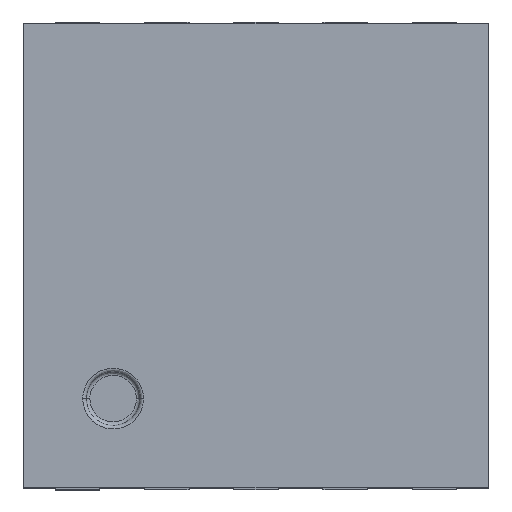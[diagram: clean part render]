
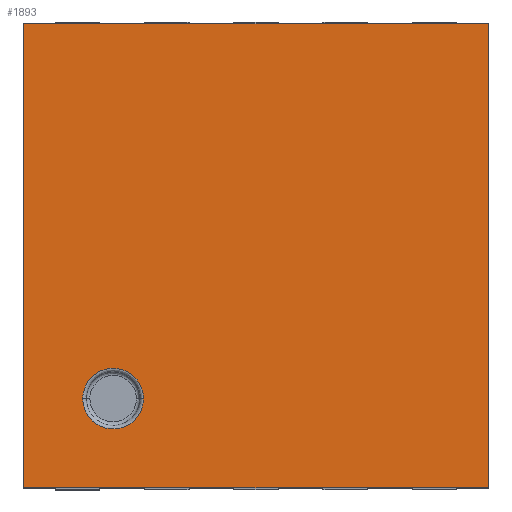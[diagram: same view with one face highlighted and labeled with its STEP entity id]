
A CAD part, top view. The second image highlights one B-rep face of the part: STEP entity #1893.
In plain terms, the highlighted planar face has unit normal (0, 0, 1).
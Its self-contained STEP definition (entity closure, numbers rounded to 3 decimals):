
#211 = CARTESIAN_POINT ( 'NONE',  ( 0.57, 0.75, 0.8 ) ) ;
#247 = CARTESIAN_POINT ( 'NONE',  ( 0.23, 0.75, 0.8 ) ) ;
#339 = CARTESIAN_POINT ( 'NONE',  ( 2.5, -0.09, 0.8 ) ) ;
#736 = VERTEX_POINT ( 'NONE', #2829 ) ;
#828 = CARTESIAN_POINT ( 'NONE',  ( 0., 0., 0.8 ) ) ;
#893 = EDGE_LOOP ( 'NONE', ( #5695, #1371, #2261, #2368 ) ) ;
#904 = EDGE_CURVE ( 'NONE', #736, #5182, #4810, .T. ) ;
#935 = VECTOR ( 'NONE', #5378, 1000. ) ;
#1166 = VERTEX_POINT ( 'NONE', #2338 ) ;
#1167 = EDGE_CURVE ( 'NONE', #4913, #3160, #4808, .T. ) ;
#1371 = ORIENTED_EDGE ( 'NONE', *, *, #2446, .F. ) ;
#1512 = VECTOR ( 'NONE', #2313, 1000. ) ;
#1796 = FACE_OUTER_BOUND ( 'NONE', #893, .T. ) ;
#1893 = ADVANCED_FACE ( 'NONE', ( #1796, #5816 ), #3377, .F. ) ;
#2015 = DIRECTION ( 'NONE',  ( 0., 0., -1. ) ) ;
#2188 = CARTESIAN_POINT ( 'NONE',  ( 0.57, 0.41, 0.8 ) ) ;
#2261 = ORIENTED_EDGE ( 'NONE', *, *, #3618, .F. ) ;
#2313 = DIRECTION ( 'NONE',  ( -1., 0., 0. ) ) ;
#2319 = CARTESIAN_POINT ( 'NONE',  ( 0.23, 0.41, 0.8 ) ) ;
#2336 = DIRECTION ( 'NONE',  ( 1., 0., 0. ) ) ;
#2338 = CARTESIAN_POINT ( 'NONE',  ( -0.1, 2.51, 0.8 ) ) ;
#2368 = ORIENTED_EDGE ( 'NONE', *, *, #6481, .F. ) ;
#2446 = EDGE_CURVE ( 'NONE', #4727, #736, #3415, .T. ) ;
#2829 = CARTESIAN_POINT ( 'NONE',  ( 2.5, -0.09, 0.8 ) ) ;
#2893 = CARTESIAN_POINT ( 'NONE',  ( 2.5, 2.51, 0.8 ) ) ;
#2897 = LINE ( 'NONE', #4957, #3014 ) ;
#3014 = VECTOR ( 'NONE', #5995, 1000. ) ;
#3160 = VERTEX_POINT ( 'NONE', #3180 ) ;
#3180 = CARTESIAN_POINT ( 'NONE',  ( 0.57, 0.41, 0.8 ) ) ;
#3335 = LINE ( 'NONE', #4270, #4688 ) ;
#3377 = PLANE ( 'NONE',  #3830 ) ;
#3415 = LINE ( 'NONE', #5349, #935 ) ;
#3618 = EDGE_CURVE ( 'NONE', #1166, #4727, #3335, .T. ) ;
#3753 = EDGE_LOOP ( 'NONE', ( #5338, #6141 ) ) ;
#3830 = AXIS2_PLACEMENT_3D ( 'NONE', #828, #2015, #5782 ) ;
#3896 = CARTESIAN_POINT ( 'NONE',  ( 0.23, 0.07, 0.8 ) ) ;
#3930 = CARTESIAN_POINT ( 'NONE',  ( 0.23, 0.41, 0.8 ) ) ;
#4270 = CARTESIAN_POINT ( 'NONE',  ( -0.1, 2.51, 0.8 ) ) ;
#4374 = CARTESIAN_POINT ( 'NONE',  ( -0.1, -0.09, 0.8 ) ) ;
#4688 = VECTOR ( 'NONE', #2336, 1000. ) ;
#4727 = VERTEX_POINT ( 'NONE', #2893 ) ;
#4808 =( BOUNDED_CURVE ( )  B_SPLINE_CURVE ( 3, ( #3930, #3896, #5915, #5506 ),
 .UNSPECIFIED., .F., .F. ) 
 B_SPLINE_CURVE_WITH_KNOTS ( ( 4, 4 ),
 ( 0., 1. ),
 .UNSPECIFIED. ) 
 CURVE ( )  GEOMETRIC_REPRESENTATION_ITEM ( )  RATIONAL_B_SPLINE_CURVE ( ( 1., 0.333, 0.333, 1. ) ) 
 REPRESENTATION_ITEM ( '' )  );
#4810 = LINE ( 'NONE', #339, #1512 ) ;
#4913 = VERTEX_POINT ( 'NONE', #2319 ) ;
#4957 = CARTESIAN_POINT ( 'NONE',  ( -0.1, -0.09, 0.8 ) ) ;
#5182 = VERTEX_POINT ( 'NONE', #4374 ) ;
#5338 = ORIENTED_EDGE ( 'NONE', *, *, #1167, .F. ) ;
#5349 = CARTESIAN_POINT ( 'NONE',  ( 2.5, 2.51, 0.8 ) ) ;
#5350 = CARTESIAN_POINT ( 'NONE',  ( 0.23, 0.41, 0.8 ) ) ;
#5378 = DIRECTION ( 'NONE',  ( 0., -1., 0. ) ) ;
#5506 = CARTESIAN_POINT ( 'NONE',  ( 0.57, 0.41, 0.8 ) ) ;
#5695 = ORIENTED_EDGE ( 'NONE', *, *, #904, .F. ) ;
#5747 = EDGE_CURVE ( 'NONE', #3160, #4913, #6459, .T. ) ;
#5782 = DIRECTION ( 'NONE',  ( -1., 0., 0. ) ) ;
#5816 = FACE_BOUND ( 'NONE', #3753, .T. ) ;
#5915 = CARTESIAN_POINT ( 'NONE',  ( 0.57, 0.07, 0.8 ) ) ;
#5995 = DIRECTION ( 'NONE',  ( 0., 1., 0. ) ) ;
#6141 = ORIENTED_EDGE ( 'NONE', *, *, #5747, .F. ) ;
#6459 =( BOUNDED_CURVE ( )  B_SPLINE_CURVE ( 3, ( #2188, #211, #247, #5350 ),
 .UNSPECIFIED., .F., .F. ) 
 B_SPLINE_CURVE_WITH_KNOTS ( ( 4, 4 ),
 ( 0., 1. ),
 .UNSPECIFIED. ) 
 CURVE ( )  GEOMETRIC_REPRESENTATION_ITEM ( )  RATIONAL_B_SPLINE_CURVE ( ( 1., 0.333, 0.333, 1. ) ) 
 REPRESENTATION_ITEM ( '' )  );
#6481 = EDGE_CURVE ( 'NONE', #5182, #1166, #2897, .T. ) ;
